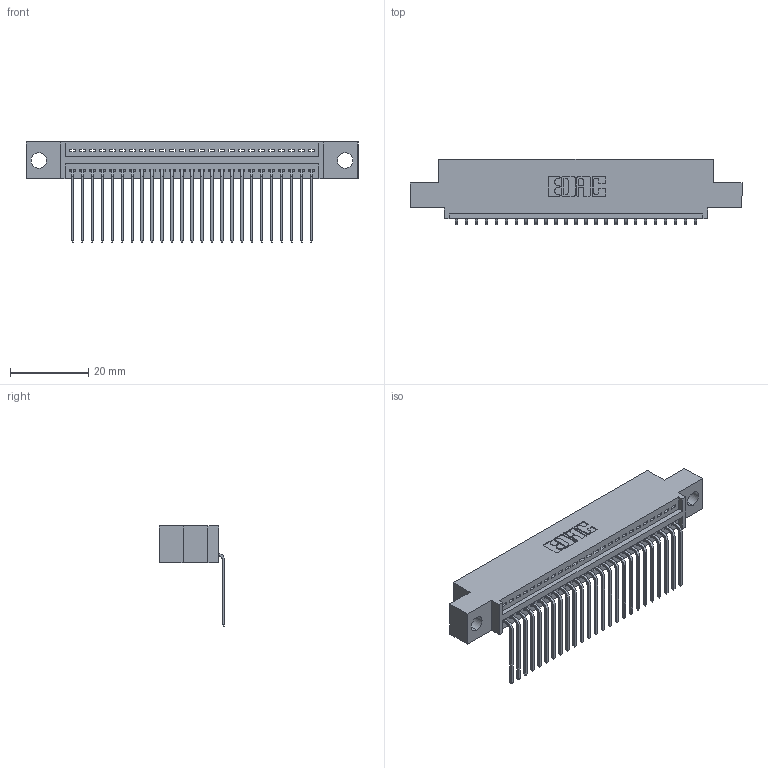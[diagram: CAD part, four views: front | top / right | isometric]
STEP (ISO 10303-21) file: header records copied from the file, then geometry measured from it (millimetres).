
FILE_DESCRIPTION (( 'STEP AP203' ), '1' );
FILE_NAME ('345-025-559-404.STEP', '2021-05-26T14:30:30', ( '' ), ( '' ), 'SwSTEP 2.0', 'SolidWorks 2020', '' );
FILE_SCHEMA (( 'CONFIG_CONTROL_DESIGN' ));
Length unit declared in the file: inch
Products named in the file (3): 345-292-001_558 559 Tail - 1; 345 Part_0.110 Offset - 0.156 Dia-TI; 345-025-559-404
Assembly tree (26 placements, depth 2):
  345-025-559-404
    345 Part_0.110 Offset - 0.156 Dia-TI
    345-292-001_558 559 Tail - 1  x25
Bounding box: 84.71 x 16.75 x 25.53 mm (x, y, z)
Volume: 7810.5 mm3; surface area: 10562.2 mm2
Topology: 26 solids, 26 shells, 1644 faces, 4939 edges, 3258 vertices
Faces by surface type: plane 1148, cylinder 496
Entity records: 21739 total; most frequent: CARTESIAN_POINT 3777, ORIENTED_EDGE 3734, DIRECTION 3321, EDGE_CURVE 1867, VECTOR 1635, LINE 1635, VERTEX_POINT 1242, AXIS2_PLACEMENT_3D 843
